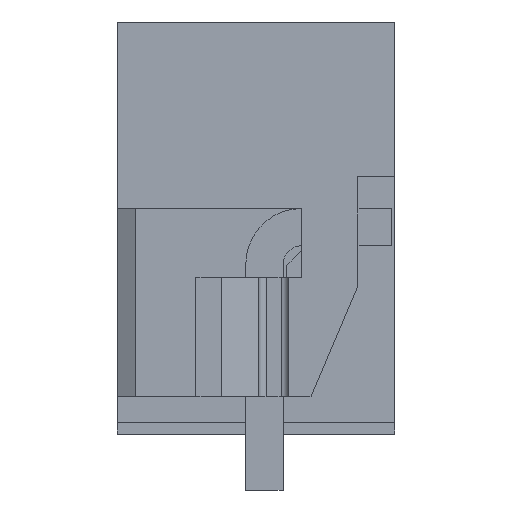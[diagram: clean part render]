
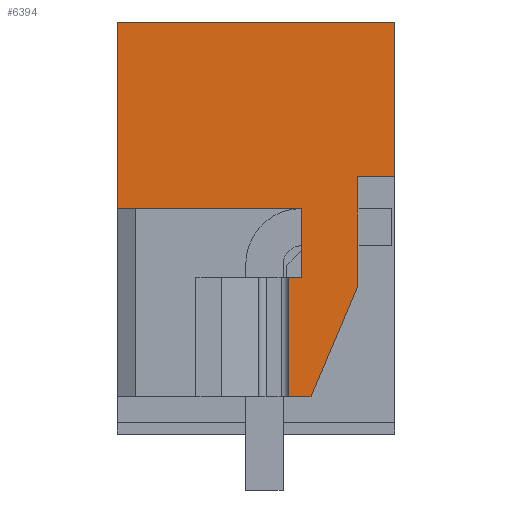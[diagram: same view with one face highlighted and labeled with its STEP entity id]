
A CAD part, left-side view. The second image highlights one B-rep face of the part: STEP entity #6394.
In plain terms, the highlighted planar face has unit normal (-1, 0, 0).
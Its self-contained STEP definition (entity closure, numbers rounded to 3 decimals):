
#6327=AXIS2_PLACEMENT_3D('Plane Axis2P3D',#6324,#6325,#6326) ;
#296=CARTESIAN_POINT('Vertex',(0.,7.45,7.55)) ;
#299=CARTESIAN_POINT('Line Origine',(0.,7.45,10.05)) ;
#303=CARTESIAN_POINT('Vertex',(0.,7.45,12.55)) ;
#6171=CARTESIAN_POINT('Vertex',(0.,2.25,2.5)) ;
#6174=CARTESIAN_POINT('Line Origine',(0.,2.55,2.5)) ;
#6178=CARTESIAN_POINT('Vertex',(0.,2.85,2.5)) ;
#6279=CARTESIAN_POINT('Line Origine',(0.,4.975,7.55)) ;
#6283=CARTESIAN_POINT('Vertex',(0.,2.5,7.55)) ;
#6324=CARTESIAN_POINT('Axis2P3D Location',(0.,7.45,0.1)) ;
#6329=CARTESIAN_POINT('Line Origine',(0.,2.85,4.1)) ;
#6333=CARTESIAN_POINT('Vertex',(0.,2.85,5.7)) ;
#6336=CARTESIAN_POINT('Line Origine',(0.,1.623,3.979)) ;
#6340=CARTESIAN_POINT('Vertex',(0.,0.997,5.458)) ;
#6343=CARTESIAN_POINT('Line Origine',(0.,0.997,6.929)) ;
#6347=CARTESIAN_POINT('Vertex',(0.,0.997,8.4)) ;
#6350=CARTESIAN_POINT('Line Origine',(0.,0.498,8.4)) ;
#6354=CARTESIAN_POINT('Vertex',(0.,0.,8.4)) ;
#6357=CARTESIAN_POINT('Line Origine',(0.,0.,10.475)) ;
#6361=CARTESIAN_POINT('Vertex',(0.,0.,12.55)) ;
#6364=CARTESIAN_POINT('Line Origine',(0.,3.725,12.55)) ;
#6369=CARTESIAN_POINT('Line Origine',(0.,2.5,6.625)) ;
#6373=CARTESIAN_POINT('Vertex',(0.,2.5,5.7)) ;
#6376=CARTESIAN_POINT('Line Origine',(0.,2.675,5.7)) ;
#300=DIRECTION('Vector Direction',(0.,0.,-1.)) ;
#6175=DIRECTION('Vector Direction',(0.,-1.,0.)) ;
#6280=DIRECTION('Vector Direction',(0.,1.,0.)) ;
#6325=DIRECTION('Axis2P3D Direction',(1.,0.,-0.)) ;
#6326=DIRECTION('Axis2P3D XDirection',(0.,0.,1.)) ;
#6330=DIRECTION('Vector Direction',(0.,0.,1.)) ;
#6337=DIRECTION('Vector Direction',(0.,0.39,-0.921)) ;
#6344=DIRECTION('Vector Direction',(0.,0.,1.)) ;
#6351=DIRECTION('Vector Direction',(0.,-1.,0.)) ;
#6358=DIRECTION('Vector Direction',(0.,0.,1.)) ;
#6365=DIRECTION('Vector Direction',(0.,1.,0.)) ;
#6370=DIRECTION('Vector Direction',(0.,0.,-1.)) ;
#6377=DIRECTION('Vector Direction',(0.,1.,0.)) ;
#301=VECTOR('Line Direction',#300,1.) ;
#6176=VECTOR('Line Direction',#6175,1.) ;
#6281=VECTOR('Line Direction',#6280,1.) ;
#6331=VECTOR('Line Direction',#6330,1.) ;
#6338=VECTOR('Line Direction',#6337,1.) ;
#6345=VECTOR('Line Direction',#6344,1.) ;
#6352=VECTOR('Line Direction',#6351,1.) ;
#6359=VECTOR('Line Direction',#6358,1.) ;
#6366=VECTOR('Line Direction',#6365,1.) ;
#6371=VECTOR('Line Direction',#6370,1.) ;
#6378=VECTOR('Line Direction',#6377,1.) ;
#6382=ORIENTED_EDGE('',*,*,#6335,.F.) ;
#6383=ORIENTED_EDGE('',*,*,#6180,.F.) ;
#6384=ORIENTED_EDGE('',*,*,#6342,.F.) ;
#6385=ORIENTED_EDGE('',*,*,#6349,.F.) ;
#6386=ORIENTED_EDGE('',*,*,#6356,.F.) ;
#6387=ORIENTED_EDGE('',*,*,#6363,.F.) ;
#6388=ORIENTED_EDGE('',*,*,#6368,.F.) ;
#6389=ORIENTED_EDGE('',*,*,#305,.F.) ;
#6390=ORIENTED_EDGE('',*,*,#6285,.F.) ;
#6391=ORIENTED_EDGE('',*,*,#6375,.F.) ;
#6392=ORIENTED_EDGE('',*,*,#6380,.F.) ;
#6394=ADVANCED_FACE('HOUSING',(#6393),#6328,.F.) ;
#305=EDGE_CURVE('',#297,#304,#302,.F.) ;
#6180=EDGE_CURVE('',#6172,#6179,#6177,.F.) ;
#6285=EDGE_CURVE('',#6284,#297,#6282,.T.) ;
#6335=EDGE_CURVE('',#6179,#6334,#6332,.T.) ;
#6342=EDGE_CURVE('',#6341,#6172,#6339,.T.) ;
#6349=EDGE_CURVE('',#6348,#6341,#6346,.F.) ;
#6356=EDGE_CURVE('',#6355,#6348,#6353,.F.) ;
#6363=EDGE_CURVE('',#6362,#6355,#6360,.F.) ;
#6368=EDGE_CURVE('',#304,#6362,#6367,.F.) ;
#6375=EDGE_CURVE('',#6374,#6284,#6372,.F.) ;
#6380=EDGE_CURVE('',#6334,#6374,#6379,.F.) ;
#6381=EDGE_LOOP('',(#6382,#6383,#6384,#6385,#6386,#6387,#6388,#6389,#6390,#6391,#6392)) ;
#6393=FACE_OUTER_BOUND('',#6381,.T.) ;
#302=LINE('Line',#299,#301) ;
#6177=LINE('Line',#6174,#6176) ;
#6282=LINE('Line',#6279,#6281) ;
#6332=LINE('Line',#6329,#6331) ;
#6339=LINE('Line',#6336,#6338) ;
#6346=LINE('Line',#6343,#6345) ;
#6353=LINE('Line',#6350,#6352) ;
#6360=LINE('Line',#6357,#6359) ;
#6367=LINE('Line',#6364,#6366) ;
#6372=LINE('Line',#6369,#6371) ;
#6379=LINE('Line',#6376,#6378) ;
#6328=PLANE('',#6327) ;
#297=VERTEX_POINT('',#296) ;
#304=VERTEX_POINT('',#303) ;
#6172=VERTEX_POINT('',#6171) ;
#6179=VERTEX_POINT('',#6178) ;
#6284=VERTEX_POINT('',#6283) ;
#6334=VERTEX_POINT('',#6333) ;
#6341=VERTEX_POINT('',#6340) ;
#6348=VERTEX_POINT('',#6347) ;
#6355=VERTEX_POINT('',#6354) ;
#6362=VERTEX_POINT('',#6361) ;
#6374=VERTEX_POINT('',#6373) ;
